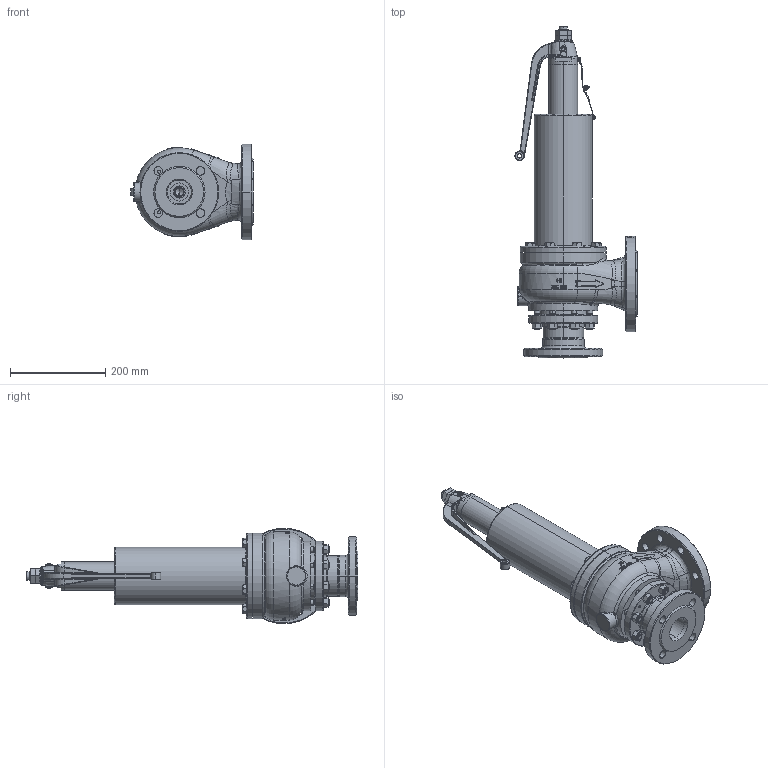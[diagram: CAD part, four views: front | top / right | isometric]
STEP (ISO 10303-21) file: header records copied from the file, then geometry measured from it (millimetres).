
FILE_DESCRIPTION (( 'STEP AP203' ), '1' );
FILE_NAME ('Typ 32 BG IV-A_ D050-D080.STEP', '2008-04-24T09:30:26', ( ' ' ), ( ' ' ), 'SwSTEP 2.0', 'SolidWorks 2008', '' );
FILE_SCHEMA (( 'CONFIG_CONTROL_DESIGN' ));
Length unit declared in the file: millimetre
Products named in the file (1): Typ 32 BG IV-A_ D050-D080
Bounding box: 256.65 x 696.5 x 200 mm (x, y, z)
Volume: 3430842.1 mm3; surface area: 808768.6 mm2
Topology: 43 solids, 43 shells, 2383 faces, 5753 edges, 3473 vertices
Faces by surface type: cylinder 648, bspline 550, cone 492, plane 422, torus 263, sphere 8
Entity records: 106962 total; most frequent: CARTESIAN_POINT 55894, ORIENTED_EDGE 11418, DIRECTION 9619, EDGE_CURVE 5709, AXIS2_PLACEMENT_3D 4022, VERTEX_POINT 3473, EDGE_LOOP 2572, FACE_OUTER_BOUND 2383
